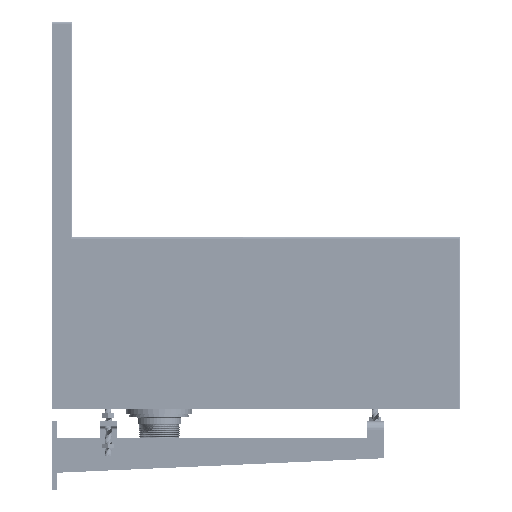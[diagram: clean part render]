
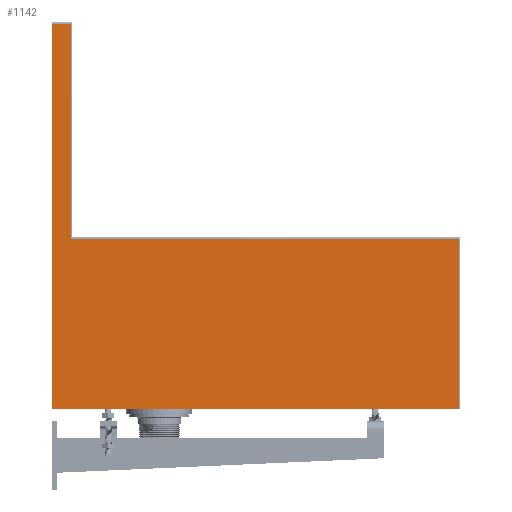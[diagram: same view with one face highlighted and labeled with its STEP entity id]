
A CAD part, left-side view. The second image highlights one B-rep face of the part: STEP entity #1142.
In plain terms, the highlighted planar face has unit normal (-1, 0, 0).
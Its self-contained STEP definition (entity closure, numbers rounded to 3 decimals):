
#1142=ADVANCED_FACE('',(#7327),#2016,.T.);
#2016=PLANE('',#20379);
#3591=LINE('',#159756,#5431);
#3610=LINE('',#159797,#5450);
#3655=LINE('',#159905,#5495);
#3656=LINE('',#159907,#5496);
#3657=LINE('',#159909,#5497);
#3658=LINE('',#159911,#5498);
#5431=VECTOR('',#23487,1.);
#5450=VECTOR('',#23514,1.);
#5495=VECTOR('',#23585,1.);
#5496=VECTOR('',#23586,1.);
#5497=VECTOR('',#23587,1.);
#5498=VECTOR('',#23588,1.);
#7327=FACE_OUTER_BOUND('',#8656,.T.);
#8656=EDGE_LOOP('',(#12005,#12006,#12007,#12008,#12009,#12010));
#12005=ORIENTED_EDGE('',*,*,#17807,.T.);
#12006=ORIENTED_EDGE('',*,*,#17808,.T.);
#12007=ORIENTED_EDGE('',*,*,#17809,.T.);
#12008=ORIENTED_EDGE('',*,*,#17810,.T.);
#12009=ORIENTED_EDGE('',*,*,#17753,.T.);
#12010=ORIENTED_EDGE('',*,*,#17732,.F.);
#15518=VERTEX_POINT('',#159755);
#15519=VERTEX_POINT('',#159757);
#15537=VERTEX_POINT('',#159798);
#15587=VERTEX_POINT('',#159906);
#15588=VERTEX_POINT('',#159908);
#15589=VERTEX_POINT('',#159910);
#17732=EDGE_CURVE('',#15518,#15519,#3591,.T.);
#17753=EDGE_CURVE('',#15537,#15519,#3610,.T.);
#17807=EDGE_CURVE('',#15518,#15587,#3655,.T.);
#17808=EDGE_CURVE('',#15587,#15588,#3656,.T.);
#17809=EDGE_CURVE('',#15588,#15589,#3657,.T.);
#17810=EDGE_CURVE('',#15589,#15537,#3658,.T.);
#20379=AXIS2_PLACEMENT_3D('',#159912,#23589,#23590);
#23487=DIRECTION('',(0.,1.,0.));
#23514=DIRECTION('',(0.,0.,-1.));
#23585=DIRECTION('',(0.,0.,1.));
#23586=DIRECTION('',(0.,1.,0.));
#23587=DIRECTION('',(0.,0.,1.));
#23588=DIRECTION('',(0.,1.,0.));
#23589=DIRECTION('',(-1.,0.,0.));
#23590=DIRECTION('',(0.,0.,1.));
#159755=CARTESIAN_POINT('',(-1784.9,5.6,-200.));
#159756=CARTESIAN_POINT('',(-1784.9,466.6,-200.));
#159757=CARTESIAN_POINT('',(-1784.9,478.6,-200.));
#159797=CARTESIAN_POINT('',(-1784.9,478.6,0.));
#159798=CARTESIAN_POINT('',(-1784.9,478.6,248.));
#159905=CARTESIAN_POINT('',(-1784.9,5.6,0.));
#159906=CARTESIAN_POINT('',(-1784.9,5.6,-2.));
#159907=CARTESIAN_POINT('',(-1784.9,454.6,-2.));
#159908=CARTESIAN_POINT('',(-1784.9,456.6,-2.));
#159909=CARTESIAN_POINT('',(-1784.9,456.6,250.));
#159910=CARTESIAN_POINT('',(-1784.9,456.6,248.));
#159911=CARTESIAN_POINT('',(-1784.9,478.6,248.));
#159912=CARTESIAN_POINT('',(-1784.9,454.6,0.));
